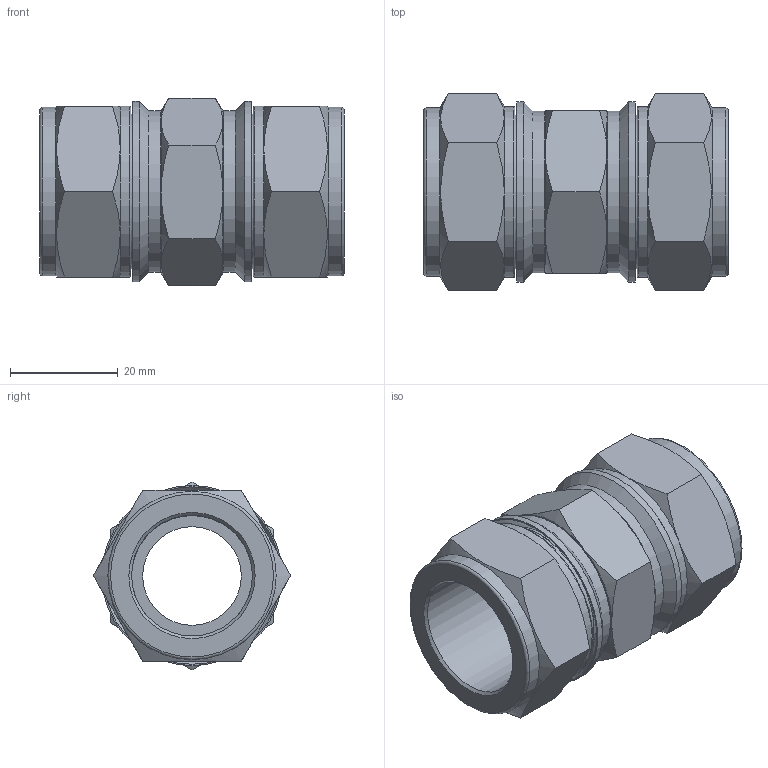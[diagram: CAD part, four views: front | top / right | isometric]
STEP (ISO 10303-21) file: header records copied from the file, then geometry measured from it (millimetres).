
FILE_DESCRIPTION(/* description */ (''),/* implementation_level */ '2;1');
FILE_NAME(/* name */ 'SUI-14.stp',/* time_stamp */ '2022-07-08T13:52:40+09:00',/* author */ ('user'),/* organization */ (''),/* preprocessor_version */ 'ST-DEVELOPER v18.1',/* originating_system */ 'Autodesk Inventor 2022',/* authorisation */ '');
FILE_SCHEMA (('AUTOMOTIVE_DESIGN { 1 0 10303 214 3 1 1 }'));
Length unit declared in the file: millimetre
Products named in the file (1): SU-14
Bounding box: 56.44 x 36.6 x 34.83 mm (x, y, z)
Volume: 23302.9 mm3; surface area: 13791 mm2
Topology: 1 solids, 1 shells, 95 faces, 201 edges, 118 vertices
Faces by surface type: cone 38, plane 34, cylinder 19, torus 4
Full cylindrical faces by diameter (mm): 18.3 x1, 22.4 x4, 26.8 x2, 27.2 x2, 28.58 x2, 29.9 x2, 31.2 x2, 31.7 x2, 33.4 x2
Entity records: 2506 total; most frequent: CARTESIAN_POINT 535, DIRECTION 423, ORIENTED_EDGE 402, EDGE_CURVE 201, AXIS2_PLACEMENT_3D 186, VERTEX_POINT 118, EDGE_LOOP 107, FACE_OUTER_BOUND 95
